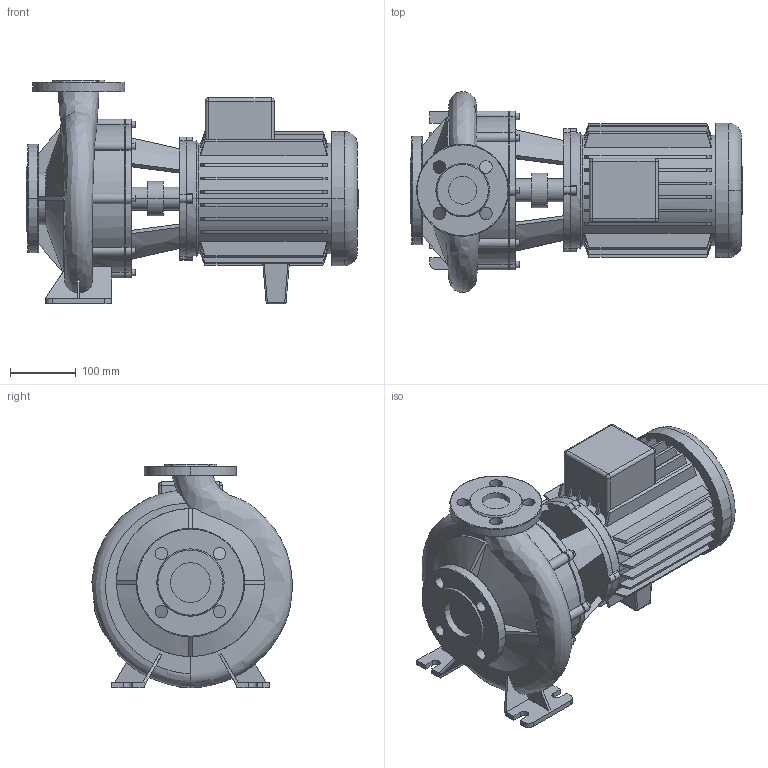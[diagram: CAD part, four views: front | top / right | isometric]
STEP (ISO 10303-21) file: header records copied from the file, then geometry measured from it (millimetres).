
FILE_DESCRIPTION((''),'2;1');
FILE_NAME('3d_BM32_210-5_5_2-2096545.stp','2011-01-26T14:44:06',(''),(''),'Mechanical Desktop 2008','Mechanical Desktop 2008',', , ');
FILE_SCHEMA(('CONFIG_CONTROL_DESIGN'));
Length unit declared in the file: millimetre
Products named in the file (1): Product
Bounding box: 504.5 x 304.66 x 340 mm (x, y, z)
Volume: 14681376.1 mm3; surface area: 972351.4 mm2
Topology: 11 solids, 11 shells, 632 faces, 1625 edges, 1045 vertices
Faces by surface type: plane 284, bspline 167, cylinder 127, cone 44, sphere 8, torus 2
Entity records: 26602 total; most frequent: CARTESIAN_POINT 11957, ORIENTED_EDGE 3234, DIRECTION 2742, EDGE_CURVE 1617, VERTEX_POINT 1045, AXIS2_PLACEMENT_3D 931, VECTOR 880, LINE 880
